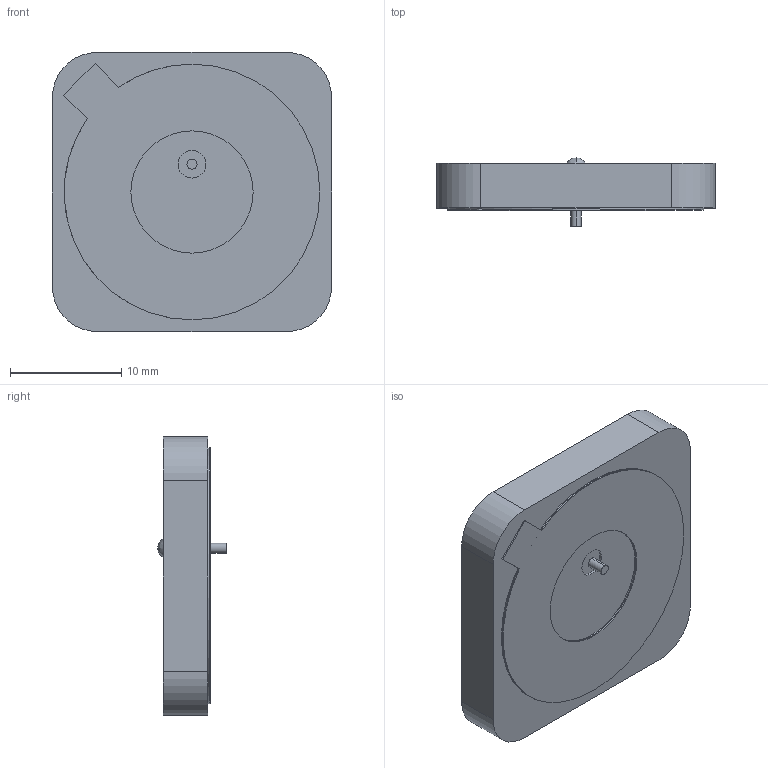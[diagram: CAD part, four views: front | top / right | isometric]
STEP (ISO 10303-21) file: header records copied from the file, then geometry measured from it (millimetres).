
FILE_DESCRIPTION (( 'STEP AP214' ), '1' );
FILE_NAME ('CGGBP.25.4.A.02_Web.STEP', '2020-01-03T05:53:53', ( '' ), ( '' ), 'SwSTEP 2.0', 'SolidWorks 2017', '' );
FILE_SCHEMA (( 'AUTOMOTIVE_DESIGN' ));
Length unit declared in the file: millimetre
Products named in the file (5): CGGBP.25.4.A.02_Web; CGGBP.25.4.A.02_Adhesive; CGGBP.25.4.A.02_Patch
Assembly tree (2 placements, depth 2):
  CGGBP.25.4.A.02_Web
    CGGBP.25.4.A.02_Patch
    CGGBP.25.4.A.02_Adhesive
  CGGBP.25.4.A.02_Patch
  CGGBP.25.4.A.02_Adhesive
Bounding box: 25.1 x 6.15 x 25.1 mm (x, y, z)
Volume: 2541.3 mm3; surface area: 2946.6 mm2
Topology: 4 solids, 4 shells, 473 faces, 1167 edges, 777 vertices
Faces by surface type: plane 227, bspline 217, cylinder 29
Entity records: 25385 total; most frequent: CARTESIAN_POINT 10537, ORIENTED_EDGE 2330, DIRECTION 1321, EDGE_CURVE 1165, VERTEX_POINT 777, VECTOR 673, LINE 673, EDGE_LOOP 554
